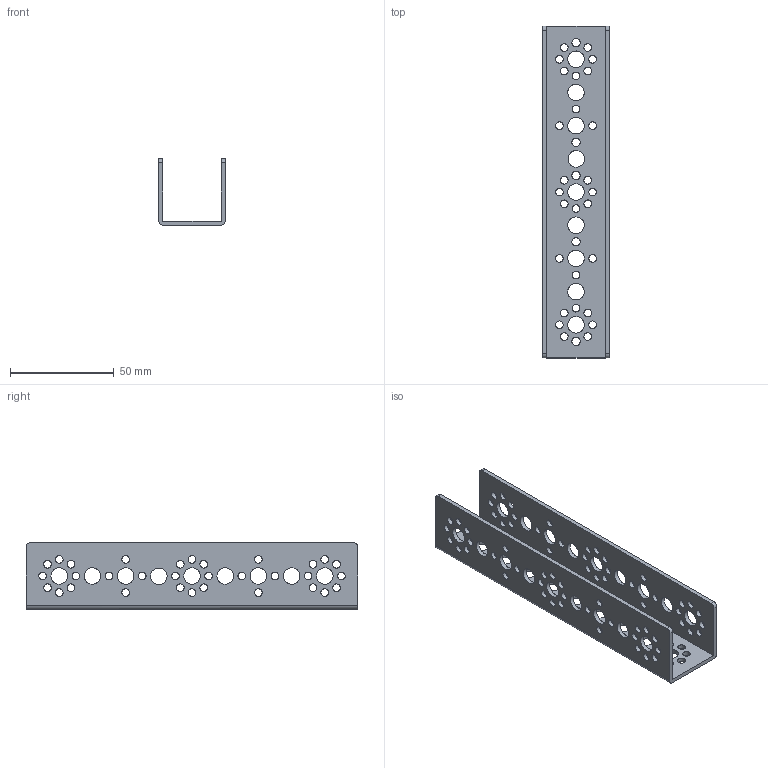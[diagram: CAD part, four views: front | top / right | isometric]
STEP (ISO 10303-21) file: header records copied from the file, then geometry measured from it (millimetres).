
FILE_DESCRIPTION ((), '1');
FILE_NAME ('Cutom 9 Hole Tetrix.stp', '2020-01-26T18:07:44', ('Unknown'), ('Unknown'), 'HarmonyWare STEP v2.1.0', 'Vectorworks', '');
FILE_SCHEMA (('CONFIG_CONTROL_DESIGN'));
Length unit declared in the file: millimetre
Bounding box: 32 x 160 x 32 mm (x, y, z)
Volume: 24319.4 mm3; surface area: 28963.9 mm2
Topology: 1 solids, 1 shells, 139 faces, 773 edges, 636 vertices
Faces by surface type: bspline 139
Entity records: 12408 total; most frequent: CARTESIAN_POINT 8136, ORIENTED_EDGE 1546, EDGE_CURVE 773, VERTEX_POINT 636, EDGE_LOOP 385, B_SPLINE_CURVE_WITH_KNOTS 303, FACE_BOUND 246, FACE_OUTER_BOUND 139
